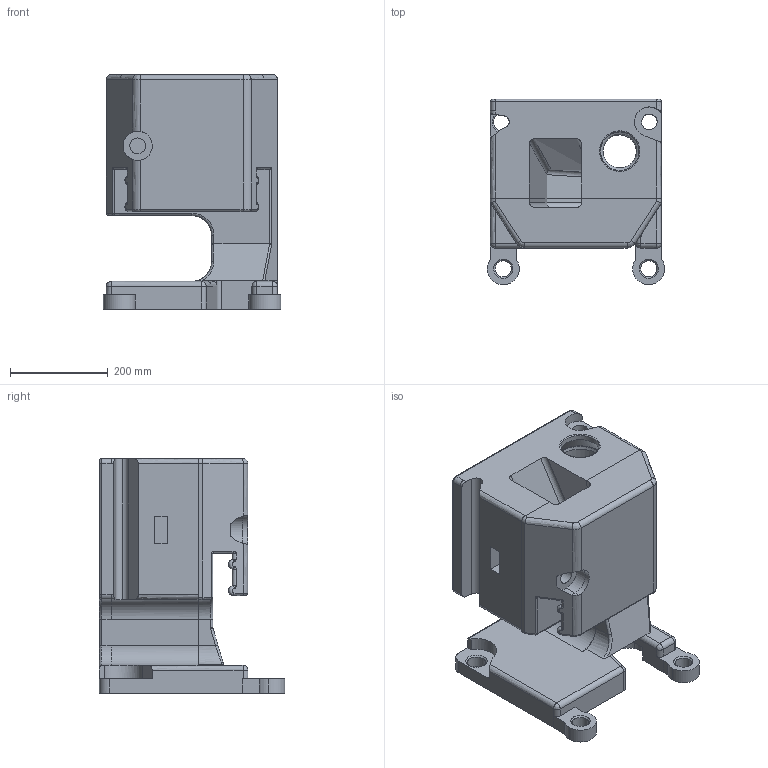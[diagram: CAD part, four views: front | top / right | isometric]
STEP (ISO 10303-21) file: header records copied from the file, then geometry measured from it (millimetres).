
FILE_DESCRIPTION ((), '1');
FILE_NAME ('head-rail-rc1.stp', '2017-03-06T12:11:46', ('Unknown'), ('Unknown'), 'HarmonyWare STEP v1.7.11', 'HarmonyWare Translators', '');
FILE_SCHEMA (('CONFIG_CONTROL_DESIGN'));
Length unit declared in the file: centimetre
Products named in the file (2): head-rail -rc1
Bounding box: 362.79 x 378.89 x 480 mm (x, y, z)
Volume: 29738789.8 mm3; surface area: 1488737.4 mm2
Topology: 2 solids, 2 shells, 257 faces, 670 edges, 406 vertices
Faces by surface type: bspline 257
Entity records: 15180 total; most frequent: CARTESIAN_POINT 11438, ORIENTED_EDGE 1304, EDGE_CURVE 652, VERTEX_POINT 406, EDGE_LOOP 278, B_SPLINE_CURVE_WITH_KNOTS 273, FACE_OUTER_BOUND 257, ADVANCED_FACE 257
